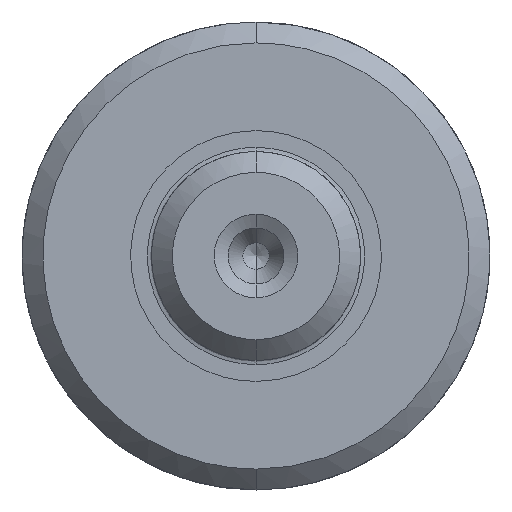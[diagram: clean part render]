
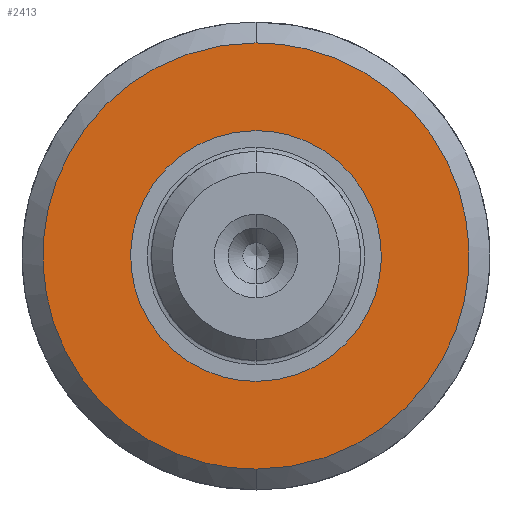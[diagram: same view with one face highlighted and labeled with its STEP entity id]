
A CAD part, left-side view. The second image highlights one B-rep face of the part: STEP entity #2413.
In plain terms, the highlighted free-form (B-spline) face has degree [1, 1] with [2, 2] control points.
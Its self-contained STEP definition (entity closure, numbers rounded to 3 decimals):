
#528 = EDGE_CURVE('',#529,#531,#533,.T.);
#529 = VERTEX_POINT('',#530);
#530 = CARTESIAN_POINT('',(30.588,0.,
    24.375));
#531 = VERTEX_POINT('',#532);
#532 = CARTESIAN_POINT('',(30.588,0.,-24.375));
#533 = ( BOUNDED_CURVE() B_SPLINE_CURVE(2,(#534,#535,#536,#537,#538),
.UNSPECIFIED.,.F.,.F.) B_SPLINE_CURVE_WITH_KNOTS((3,2,3),(3.142,
4.712,6.283),.PIECEWISE_BEZIER_KNOTS.) CURVE() 
GEOMETRIC_REPRESENTATION_ITEM() RATIONAL_B_SPLINE_CURVE((1.,
0.707,1.,0.707,1.)) REPRESENTATION_ITEM('') );
#534 = CARTESIAN_POINT('',(30.588,0.,
    24.375));
#535 = CARTESIAN_POINT('',(30.588,24.375,
    24.375));
#536 = CARTESIAN_POINT('',(30.588,24.375,
    0.));
#537 = CARTESIAN_POINT('',(30.588,24.375,
    -24.375));
#538 = CARTESIAN_POINT('',(30.588,0.,
    -24.375));
#1305 = EDGE_CURVE('',#1306,#1308,#1310,.T.);
#1306 = VERTEX_POINT('',#1307);
#1307 = CARTESIAN_POINT('',(30.588,0.,14.338));
#1308 = VERTEX_POINT('',#1309);
#1309 = CARTESIAN_POINT('',(30.588,0.,
    -14.338));
#1310 = ( BOUNDED_CURVE() B_SPLINE_CURVE(2,(#1311,#1312,#1313,#1314,
#1315),.UNSPECIFIED.,.F.,.F.) B_SPLINE_CURVE_WITH_KNOTS((3,2,3),(0.,
1.571,3.142),.PIECEWISE_BEZIER_KNOTS.) CURVE() 
GEOMETRIC_REPRESENTATION_ITEM() RATIONAL_B_SPLINE_CURVE((1.,
0.707,1.,0.707,1.)) REPRESENTATION_ITEM('') );
#1311 = CARTESIAN_POINT('',(30.588,0.,14.338));
#1312 = CARTESIAN_POINT('',(30.588,14.338,
    14.338));
#1313 = CARTESIAN_POINT('',(30.588,14.338,
    0.));
#1314 = CARTESIAN_POINT('',(30.588,14.338,
    -14.338));
#1315 = CARTESIAN_POINT('',(30.588,0.,
    -14.338));
#2413 = ADVANCED_FACE('',(#2414,#2425),#2436,.F.);
#2414 = FACE_BOUND('',#2415,.T.);
#2415 = EDGE_LOOP('',(#2416,#2424));
#2416 = ORIENTED_EDGE('',*,*,#2417,.T.);
#2417 = EDGE_CURVE('',#531,#529,#2418,.T.);
#2418 = ( BOUNDED_CURVE() B_SPLINE_CURVE(2,(#2419,#2420,#2421,#2422,
#2423),.UNSPECIFIED.,.F.,.F.) B_SPLINE_CURVE_WITH_KNOTS((3,2,3),(0.,
1.571,3.142),.PIECEWISE_BEZIER_KNOTS.) CURVE() 
GEOMETRIC_REPRESENTATION_ITEM() RATIONAL_B_SPLINE_CURVE((1.,
0.707,1.,0.707,1.)) REPRESENTATION_ITEM('') );
#2419 = CARTESIAN_POINT('',(30.588,0.,-24.375));
#2420 = CARTESIAN_POINT('',(30.588,-24.375,
    -24.375));
#2421 = CARTESIAN_POINT('',(30.588,-24.375,
    0.));
#2422 = CARTESIAN_POINT('',(30.588,-24.375,
    24.375));
#2423 = CARTESIAN_POINT('',(30.588,0.,
    24.375));
#2424 = ORIENTED_EDGE('',*,*,#528,.T.);
#2425 = FACE_BOUND('',#2426,.T.);
#2426 = EDGE_LOOP('',(#2427,#2428));
#2427 = ORIENTED_EDGE('',*,*,#1305,.F.);
#2428 = ORIENTED_EDGE('',*,*,#2429,.F.);
#2429 = EDGE_CURVE('',#1308,#1306,#2430,.T.);
#2430 = ( BOUNDED_CURVE() B_SPLINE_CURVE(2,(#2431,#2432,#2433,#2434,
#2435),.UNSPECIFIED.,.F.,.F.) B_SPLINE_CURVE_WITH_KNOTS((3,2,3),(
    3.142,4.712,6.283),
.PIECEWISE_BEZIER_KNOTS.) CURVE() GEOMETRIC_REPRESENTATION_ITEM() 
RATIONAL_B_SPLINE_CURVE((1.,0.707,1.,0.707,1.)) 
REPRESENTATION_ITEM('') );
#2431 = CARTESIAN_POINT('',(30.588,0.,
    -14.338));
#2432 = CARTESIAN_POINT('',(30.588,-14.338,
    -14.338));
#2433 = CARTESIAN_POINT('',(30.588,-14.338,
    0.));
#2434 = CARTESIAN_POINT('',(30.588,-14.338,
    14.338));
#2435 = CARTESIAN_POINT('',(30.588,0.,
    14.338));
#2436 = B_SPLINE_SURFACE_WITH_KNOTS('',1,1,(
    (#2437,#2438)
    ,(#2439,#2440
    )),.UNSPECIFIED.,.F.,.F.,.F.,(2,2),(2,2),(-53.5,-2.5),(-25.5,25.5),
  .PIECEWISE_BEZIER_KNOTS.);
#2437 = CARTESIAN_POINT('',(30.588,-24.375,
    24.375));
#2438 = CARTESIAN_POINT('',(30.588,24.375,
    24.375));
#2439 = CARTESIAN_POINT('',(30.588,-24.375,
    -24.375));
#2440 = CARTESIAN_POINT('',(30.588,24.375,
    -24.375));
